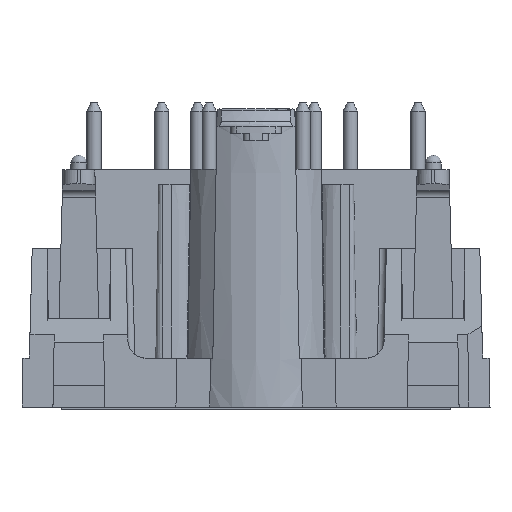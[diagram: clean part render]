
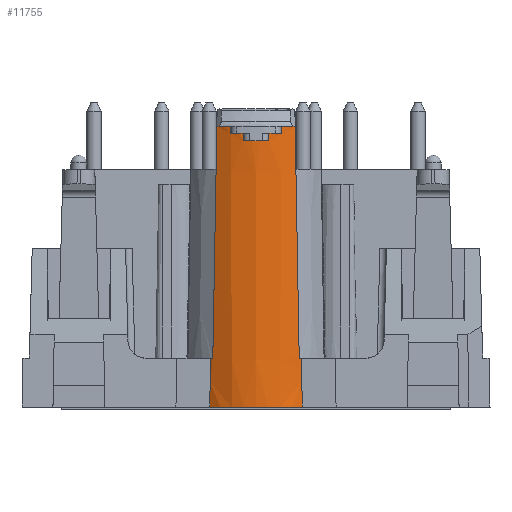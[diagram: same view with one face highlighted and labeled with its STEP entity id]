
A CAD part, left-side view. The second image highlights one B-rep face of the part: STEP entity #11755.
In plain terms, the highlighted conical face has half-angle 0.356 degrees and reference radius 5.5 mm.
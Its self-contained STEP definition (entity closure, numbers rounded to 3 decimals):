
#41=ELLIPSE('',#12250,430.867,7.027);
#42=ELLIPSE('',#12266,430.867,7.027);
#123=ELLIPSE('',#12473,255.779,4.172);
#124=ELLIPSE('',#12476,255.779,4.172);
#428=LINE('',#16340,#1182);
#431=LINE('',#16348,#1185);
#434=LINE('',#16356,#1188);
#437=LINE('',#16364,#1191);
#1182=VECTOR('',#13453,1000.);
#1185=VECTOR('',#13462,1000.);
#1188=VECTOR('',#13471,1000.);
#1191=VECTOR('',#13480,1000.);
#2224=CIRCLE('',#12248,5.5);
#2225=CIRCLE('',#12252,5.6);
#2226=CIRCLE('',#12255,5.597);
#2227=CIRCLE('',#12258,5.594);
#2228=CIRCLE('',#12261,5.597);
#2229=CIRCLE('',#12264,5.6);
#2232=CIRCLE('',#12270,5.5);
#2252=CIRCLE('',#12475,5.479);
#3327=ORIENTED_EDGE('',*,*,#5348,.T.);
#3328=ORIENTED_EDGE('',*,*,#5349,.F.);
#3329=ORIENTED_EDGE('',*,*,#5018,.T.);
#3330=ORIENTED_EDGE('',*,*,#5015,.T.);
#3331=ORIENTED_EDGE('',*,*,#5013,.T.);
#3332=ORIENTED_EDGE('',*,*,#5011,.T.);
#3333=ORIENTED_EDGE('',*,*,#5009,.T.);
#3334=ORIENTED_EDGE('',*,*,#5007,.T.);
#3335=ORIENTED_EDGE('',*,*,#5005,.T.);
#3336=ORIENTED_EDGE('',*,*,#5003,.T.);
#3337=ORIENTED_EDGE('',*,*,#5001,.T.);
#3338=ORIENTED_EDGE('',*,*,#4999,.T.);
#3339=ORIENTED_EDGE('',*,*,#4997,.T.);
#3340=ORIENTED_EDGE('',*,*,#4995,.T.);
#3341=ORIENTED_EDGE('',*,*,#4994,.T.);
#3342=ORIENTED_EDGE('',*,*,#5347,.F.);
#4994=EDGE_CURVE('',#6124,#6125,#2224,.T.);
#4995=EDGE_CURVE('',#6126,#6124,#41,.T.);
#4997=EDGE_CURVE('',#6127,#6126,#2225,.T.);
#4999=EDGE_CURVE('',#6128,#6127,#428,.T.);
#5001=EDGE_CURVE('',#6129,#6128,#2226,.T.);
#5003=EDGE_CURVE('',#6130,#6129,#431,.T.);
#5005=EDGE_CURVE('',#6131,#6130,#2227,.T.);
#5007=EDGE_CURVE('',#6132,#6131,#434,.T.);
#5009=EDGE_CURVE('',#6133,#6132,#2228,.T.);
#5011=EDGE_CURVE('',#6134,#6133,#437,.T.);
#5013=EDGE_CURVE('',#6135,#6134,#2229,.T.);
#5015=EDGE_CURVE('',#6136,#6135,#42,.T.);
#5018=EDGE_CURVE('',#6137,#6136,#2232,.T.);
#5347=EDGE_CURVE('',#6374,#6125,#123,.T.);
#5348=EDGE_CURVE('',#6374,#6375,#2252,.T.);
#5349=EDGE_CURVE('',#6137,#6375,#124,.T.);
#6124=VERTEX_POINT('',#16327);
#6125=VERTEX_POINT('',#16329);
#6126=VERTEX_POINT('',#16333);
#6127=VERTEX_POINT('',#16337);
#6128=VERTEX_POINT('',#16341);
#6129=VERTEX_POINT('',#16345);
#6130=VERTEX_POINT('',#16349);
#6131=VERTEX_POINT('',#16353);
#6132=VERTEX_POINT('',#16357);
#6133=VERTEX_POINT('',#16361);
#6134=VERTEX_POINT('',#16365);
#6135=VERTEX_POINT('',#16369);
#6136=VERTEX_POINT('',#16373);
#6137=VERTEX_POINT('',#16377);
#6374=VERTEX_POINT('',#17046);
#6375=VERTEX_POINT('',#17050);
#6991=EDGE_LOOP('',(#3327,#3328,#3329,#3330,#3331,#3332,#3333,#3334,#3335,
#3336,#3337,#3338,#3339,#3340,#3341,#3342));
#7619=FACE_BOUND('',#6991,.T.);
#8066=CONICAL_SURFACE('',#12474,5.5,0.006);
#11755=ADVANCED_FACE('',(#7619),#8066,.T.);
#12248=AXIS2_PLACEMENT_3D('',#16330,#13439,#13440);
#12250=AXIS2_PLACEMENT_3D('',#16332,#13443,#13444);
#12252=AXIS2_PLACEMENT_3D('',#16336,#13448,#13449);
#12255=AXIS2_PLACEMENT_3D('',#16344,#13457,#13458);
#12258=AXIS2_PLACEMENT_3D('',#16352,#13466,#13467);
#12261=AXIS2_PLACEMENT_3D('',#16360,#13475,#13476);
#12264=AXIS2_PLACEMENT_3D('',#16368,#13484,#13485);
#12266=AXIS2_PLACEMENT_3D('',#16372,#13489,#13490);
#12270=AXIS2_PLACEMENT_3D('',#16378,#13497,#13498);
#12473=AXIS2_PLACEMENT_3D('',#17047,#14132,#14133);
#12474=AXIS2_PLACEMENT_3D('',#17048,#14134,#14135);
#12475=AXIS2_PLACEMENT_3D('',#17049,#14136,#14137);
#12476=AXIS2_PLACEMENT_3D('',#17051,#14138,#14139);
#13439=DIRECTION('',(0.,0.,-1.));
#13440=DIRECTION('',(-1.,0.,0.));
#13443=DIRECTION('',(0.,-1.,-0.017));
#13444=DIRECTION('',(0.,-0.017,1.));
#13448=DIRECTION('',(0.,0.,-1.));
#13449=DIRECTION('',(-1.,0.,0.));
#13453=DIRECTION('',(-0.007,0.,1.));
#13457=DIRECTION('',(0.,0.,-1.));
#13458=DIRECTION('',(-1.,0.,0.));
#13462=DIRECTION('',(-0.006,0.,1.));
#13466=DIRECTION('',(0.,0.,-1.));
#13467=DIRECTION('',(-1.,0.,0.));
#13471=DIRECTION('',(0.006,0.,-1.));
#13475=DIRECTION('',(0.,0.,-1.));
#13476=DIRECTION('',(-1.,0.,0.));
#13480=DIRECTION('',(0.007,0.,-1.));
#13484=DIRECTION('',(0.,0.,-1.));
#13485=DIRECTION('',(-1.,0.,0.));
#13489=DIRECTION('',(0.,1.,-0.017));
#13490=DIRECTION('',(0.,0.017,1.));
#13497=DIRECTION('',(0.,0.,-1.));
#13498=DIRECTION('',(-1.,0.,0.));
#14132=DIRECTION('',(1.,0.,0.017));
#14133=DIRECTION('',(-0.017,0.,1.));
#14134=DIRECTION('',(0.,0.,1.));
#14135=DIRECTION('',(-1.,0.,0.));
#14136=DIRECTION('',(0.,0.,1.));
#14137=DIRECTION('',(1.,0.,0.));
#14138=DIRECTION('',(1.,0.,0.017));
#14139=DIRECTION('',(-0.017,0.,1.));
#16327=CARTESIAN_POINT('',(-32.11,3.,3.25));
#16329=CARTESIAN_POINT('',(-32.,3.162,3.25));
#16330=CARTESIAN_POINT('',(-27.5,0.,3.25));
#16332=CARTESIAN_POINT('',(-27.5,-2.676,328.415));
#16333=CARTESIAN_POINT('',(-32.396,2.719,19.35));
#16336=CARTESIAN_POINT('',(-27.5,0.,19.35));
#16337=CARTESIAN_POINT('',(-32.82,1.75,19.35));
#16340=CARTESIAN_POINT('',(-32.818,1.75,19.1));
#16341=CARTESIAN_POINT('',(-32.816,1.75,18.85));
#16344=CARTESIAN_POINT('',(-27.5,0.,18.85));
#16345=CARTESIAN_POINT('',(-33.024,0.9,18.85));
#16348=CARTESIAN_POINT('',(-33.022,0.9,18.6));
#16349=CARTESIAN_POINT('',(-33.021,0.9,18.35));
#16352=CARTESIAN_POINT('',(-27.5,0.,18.35));
#16353=CARTESIAN_POINT('',(-33.021,-0.9,18.35));
#16356=CARTESIAN_POINT('',(-33.022,-0.9,18.6));
#16357=CARTESIAN_POINT('',(-33.024,-0.9,18.85));
#16360=CARTESIAN_POINT('',(-27.5,0.,18.85));
#16361=CARTESIAN_POINT('',(-32.816,-1.75,18.85));
#16364=CARTESIAN_POINT('',(-32.818,-1.75,19.1));
#16365=CARTESIAN_POINT('',(-32.82,-1.75,19.35));
#16368=CARTESIAN_POINT('',(-27.5,0.,19.35));
#16369=CARTESIAN_POINT('',(-32.396,-2.719,19.35));
#16372=CARTESIAN_POINT('',(-27.5,2.676,328.415));
#16373=CARTESIAN_POINT('',(-32.11,-3.,3.25));
#16377=CARTESIAN_POINT('',(-32.,-3.162,3.25));
#16378=CARTESIAN_POINT('',(-27.5,0.,3.25));
#17046=CARTESIAN_POINT('',(-31.941,3.209,-0.15));
#17047=CARTESIAN_POINT('',(-29.088,0.,-163.553));
#17048=CARTESIAN_POINT('',(-27.5,0.,3.25));
#17049=CARTESIAN_POINT('',(-27.5,0.,-0.15));
#17050=CARTESIAN_POINT('',(-31.941,-3.209,-0.15));
#17051=CARTESIAN_POINT('',(-29.088,0.,-163.553));
